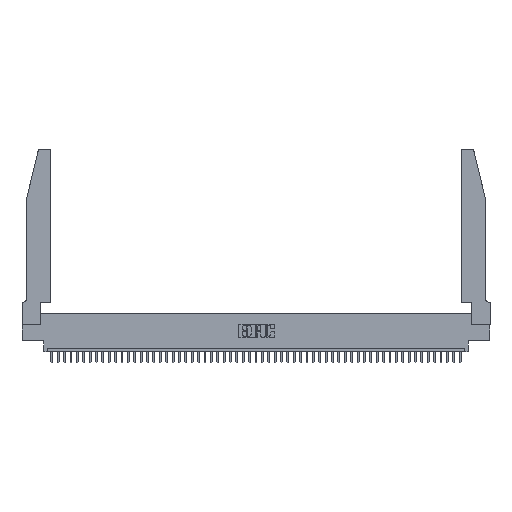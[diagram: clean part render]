
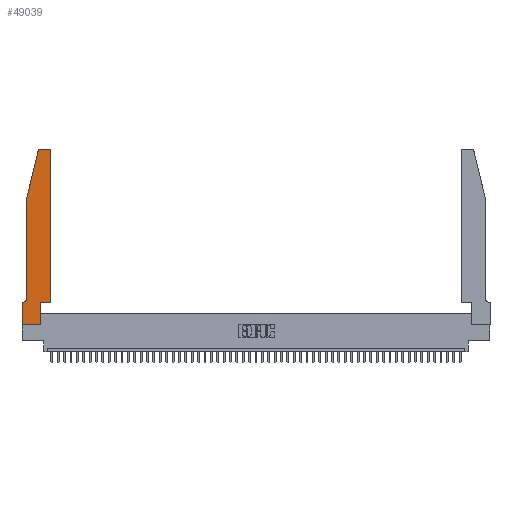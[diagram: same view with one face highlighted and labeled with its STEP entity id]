
A CAD part, top view. The second image highlights one B-rep face of the part: STEP entity #49039.
In plain terms, the highlighted planar face has unit normal (0, 0, 1).
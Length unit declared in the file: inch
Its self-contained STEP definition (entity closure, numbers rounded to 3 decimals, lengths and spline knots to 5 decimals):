
#1080 = EDGE_CURVE ( 'NONE', #47059, #9910, #43658, .T. ) ;
#1168 = VERTEX_POINT ( 'NONE', #12363 ) ;
#1358 = CARTESIAN_POINT ( 'NONE',  ( 0.0755, 2., 0.37 ) ) ;
#1412 = AXIS2_PLACEMENT_3D ( 'NONE', #3371, #46090, #14489 ) ;
#1588 = CIRCLE ( 'NONE', #16737, 0.07 ) ;
#3143 = ORIENTED_EDGE ( 'NONE', *, *, #18554, .T. ) ;
#3160 = LINE ( 'NONE', #1358, #12330 ) ;
#3371 = CARTESIAN_POINT ( 'NONE',  ( 0.284, 2.72, 0.37 ) ) ;
#6070 = CARTESIAN_POINT ( 'NONE',  ( 0.4505, 0.35, 0.37 ) ) ;
#6099 = CARTESIAN_POINT ( 'NONE',  ( 0.2865, 0., 0.37 ) ) ;
#7334 = DIRECTION ( 'NONE',  ( 1., 0., 0. ) ) ;
#7626 = ORIENTED_EDGE ( 'NONE', *, *, #32232, .T. ) ;
#7778 = ORIENTED_EDGE ( 'NONE', *, *, #48673, .T. ) ;
#8121 = DIRECTION ( 'NONE',  ( 0., -1., 0. ) ) ;
#9268 = CARTESIAN_POINT ( 'NONE',  ( 0.4205, 2.72, 0.37 ) ) ;
#9910 = VERTEX_POINT ( 'NONE', #22324 ) ;
#10263 = CARTESIAN_POINT ( 'NONE',  ( 0.2865, 0.35, 0.37 ) ) ;
#10303 = VECTOR ( 'NONE', #49123, 39.37008 ) ;
#10327 = LINE ( 'NONE', #10263, #32025 ) ;
#10349 = VERTEX_POINT ( 'NONE', #6099 ) ;
#10512 = AXIS2_PLACEMENT_3D ( 'NONE', #9268, #32984, #17298 ) ;
#10629 = ORIENTED_EDGE ( 'NONE', *, *, #1080, .T. ) ;
#12190 = PLANE ( 'NONE',  #20968 ) ;
#12330 = VECTOR ( 'NONE', #21024, 39.37008 ) ;
#12363 = CARTESIAN_POINT ( 'NONE',  ( 0.0755, 2., 0.37 ) ) ;
#12569 = ORIENTED_EDGE ( 'NONE', *, *, #44398, .T. ) ;
#12816 = DIRECTION ( 'NONE',  ( 0., 1., 0. ) ) ;
#13068 = CARTESIAN_POINT ( 'NONE',  ( 0.4505, 0.35, 0.37 ) ) ;
#13279 = VECTOR ( 'NONE', #8121, 39.37008 ) ;
#13470 = CARTESIAN_POINT ( 'NONE',  ( 0.4505, 0.35, 0.37 ) ) ;
#14433 = LINE ( 'NONE', #13470, #21183 ) ;
#14489 = DIRECTION ( 'NONE',  ( 1., 0., 0. ) ) ;
#15894 = VECTOR ( 'NONE', #43816, 39.37008 ) ;
#16285 = DIRECTION ( 'NONE',  ( 1., 0., 0. ) ) ;
#16737 = AXIS2_PLACEMENT_3D ( 'NONE', #45131, #17969, #33652 ) ;
#17298 = DIRECTION ( 'NONE',  ( 1., 0., 0. ) ) ;
#17409 = CARTESIAN_POINT ( 'NONE',  ( 0.4505, 2.72, 0.37 ) ) ;
#17969 = DIRECTION ( 'NONE',  ( 0., 0., -1. ) ) ;
#17991 = CARTESIAN_POINT ( 'NONE',  ( 0.25487, 2.72718, 0.37 ) ) ;
#18554 = EDGE_CURVE ( 'NONE', #37311, #21231, #20814, .T. ) ;
#18847 = VERTEX_POINT ( 'NONE', #17991 ) ;
#19905 = DIRECTION ( 'NONE',  ( 0., 0., 1. ) ) ;
#20755 = LINE ( 'NONE', #29404, #10303 ) ;
#20814 = LINE ( 'NONE', #47774, #15894 ) ;
#20968 = AXIS2_PLACEMENT_3D ( 'NONE', #43605, #19905, #16285 ) ;
#21024 = DIRECTION ( 'NONE',  ( -0.239, -0.971, 0. ) ) ;
#21183 = VECTOR ( 'NONE', #12816, 39.37008 ) ;
#21231 = VERTEX_POINT ( 'NONE', #39238 ) ;
#22169 = VECTOR ( 'NONE', #27828, 39.37008 ) ;
#22324 = CARTESIAN_POINT ( 'NONE',  ( 0.284, 2.75, 0.37 ) ) ;
#22777 = CARTESIAN_POINT ( 'NONE',  ( 0., 0., 0.37 ) ) ;
#24407 = VERTEX_POINT ( 'NONE', #22777 ) ;
#25148 = LINE ( 'NONE', #38773, #47918 ) ;
#25556 = ORIENTED_EDGE ( 'NONE', *, *, #40881, .T. ) ;
#27828 = DIRECTION ( 'NONE',  ( -1., 0., 0. ) ) ;
#29122 = CARTESIAN_POINT ( 'NONE',  ( 0.4205, 2.75, 0.37 ) ) ;
#29404 = CARTESIAN_POINT ( 'NONE',  ( 0., 0., 0.37 ) ) ;
#29930 = FACE_OUTER_BOUND ( 'NONE', #35761, .T. ) ;
#30411 = VERTEX_POINT ( 'NONE', #47579 ) ;
#31161 = CARTESIAN_POINT ( 'NONE',  ( 0.2865, 0.35, 0.37 ) ) ;
#32025 = VECTOR ( 'NONE', #41707, 39.37008 ) ;
#32232 = EDGE_CURVE ( 'NONE', #33530, #35286, #14433, .T. ) ;
#32385 = LINE ( 'NONE', #36145, #13279 ) ;
#32470 = ORIENTED_EDGE ( 'NONE', *, *, #42149, .T. ) ;
#32984 = DIRECTION ( 'NONE',  ( 0., 0., 1. ) ) ;
#33530 = VERTEX_POINT ( 'NONE', #13068 ) ;
#33652 = DIRECTION ( 'NONE',  ( -1., 0., 0. ) ) ;
#34116 = CIRCLE ( 'NONE', #10512, 0.03 ) ;
#34674 = CIRCLE ( 'NONE', #1412, 0.03 ) ;
#34779 = EDGE_CURVE ( 'NONE', #18847, #1168, #3160, .T. ) ;
#35286 = VERTEX_POINT ( 'NONE', #17409 ) ;
#35761 = EDGE_LOOP ( 'NONE', ( #10629, #32470, #45492, #40629, #25556, #3143, #7778, #12569, #39640, #47896, #7626, #44830 ) ) ;
#36145 = CARTESIAN_POINT ( 'NONE',  ( 0.0755, 2., 0.37 ) ) ;
#36378 = EDGE_CURVE ( 'NONE', #10349, #37368, #10327, .T. ) ;
#37311 = VERTEX_POINT ( 'NONE', #50371 ) ;
#37331 = LINE ( 'NONE', #6070, #47765 ) ;
#37368 = VERTEX_POINT ( 'NONE', #31161 ) ;
#37409 = EDGE_CURVE ( 'NONE', #1168, #30411, #32385, .T. ) ;
#38773 = CARTESIAN_POINT ( 'NONE',  ( 0., 0., 0.37 ) ) ;
#39238 = CARTESIAN_POINT ( 'NONE',  ( 0., 0.35, 0.37 ) ) ;
#39508 = CARTESIAN_POINT ( 'NONE',  ( 0.2605, 2.75, 0.37 ) ) ;
#39640 = ORIENTED_EDGE ( 'NONE', *, *, #36378, .T. ) ;
#40629 = ORIENTED_EDGE ( 'NONE', *, *, #37409, .T. ) ;
#40869 = EDGE_CURVE ( 'NONE', #35286, #47059, #34116, .T. ) ;
#40881 = EDGE_CURVE ( 'NONE', #30411, #37311, #1588, .T. ) ;
#40925 = DIRECTION ( 'NONE',  ( 1., 0., 0. ) ) ;
#41707 = DIRECTION ( 'NONE',  ( 0., 1., 0. ) ) ;
#42149 = EDGE_CURVE ( 'NONE', #9910, #18847, #34674, .T. ) ;
#43605 = CARTESIAN_POINT ( 'NONE',  ( 0., 0.35, 0.37 ) ) ;
#43658 = LINE ( 'NONE', #39508, #22169 ) ;
#43816 = DIRECTION ( 'NONE',  ( -1., 0., 0. ) ) ;
#44398 = EDGE_CURVE ( 'NONE', #24407, #10349, #25148, .T. ) ;
#44830 = ORIENTED_EDGE ( 'NONE', *, *, #40869, .T. ) ;
#45131 = CARTESIAN_POINT ( 'NONE',  ( 0.0055, 0.42, 0.37 ) ) ;
#45492 = ORIENTED_EDGE ( 'NONE', *, *, #34779, .T. ) ;
#46090 = DIRECTION ( 'NONE',  ( 0., 0., 1. ) ) ;
#47059 = VERTEX_POINT ( 'NONE', #29122 ) ;
#47579 = CARTESIAN_POINT ( 'NONE',  ( 0.0755, 0.42, 0.37 ) ) ;
#47765 = VECTOR ( 'NONE', #40925, 39.37008 ) ;
#47774 = CARTESIAN_POINT ( 'NONE',  ( 0.0755, 0.35, 0.37 ) ) ;
#47896 = ORIENTED_EDGE ( 'NONE', *, *, #48601, .T. ) ;
#47918 = VECTOR ( 'NONE', #7334, 39.37008 ) ;
#48601 = EDGE_CURVE ( 'NONE', #37368, #33530, #37331, .T. ) ;
#48673 = EDGE_CURVE ( 'NONE', #21231, #24407, #20755, .T. ) ;
#49039 = ADVANCED_FACE ( 'NONE', ( #29930 ), #12190, .T. ) ;
#49123 = DIRECTION ( 'NONE',  ( 0., -1., 0. ) ) ;
#50371 = CARTESIAN_POINT ( 'NONE',  ( 0.0055, 0.35, 0.37 ) ) ;
